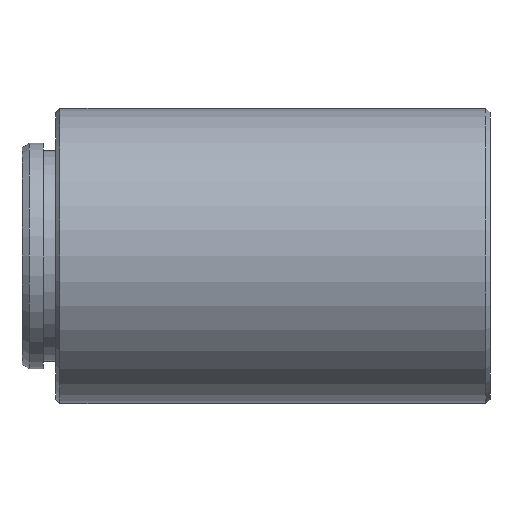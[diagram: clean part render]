
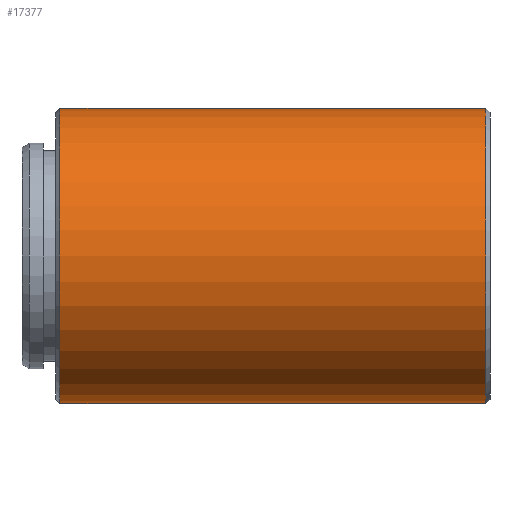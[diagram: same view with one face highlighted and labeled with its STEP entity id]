
A CAD part, front view. The second image highlights one B-rep face of the part: STEP entity #17377.
In plain terms, the highlighted cylindrical face has radius 8.89 mm (diameter 17.78 mm), a partial arc.
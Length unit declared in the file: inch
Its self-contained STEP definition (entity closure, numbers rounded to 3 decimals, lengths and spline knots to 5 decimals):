
#297 = EDGE_LOOP ( 'NONE', ( #8984, #9479, #7560, #1945 ) ) ;
#370 = CARTESIAN_POINT ( 'NONE',  ( -0.01, 0., -0.35 ) ) ;
#553 = LINE ( 'NONE', #5416, #11885 ) ;
#816 = FACE_OUTER_BOUND ( 'NONE', #297, .T. ) ;
#1169 = DIRECTION ( 'NONE',  ( -1., 0., 0. ) ) ;
#1945 = ORIENTED_EDGE ( 'NONE', *, *, #2498, .T. ) ;
#2119 = DIRECTION ( 'NONE',  ( 1., 0., 0. ) ) ;
#2498 = EDGE_CURVE ( 'NONE', #5056, #7478, #9658, .T. ) ;
#2830 = CYLINDRICAL_SURFACE ( 'NONE', #7149, 0.35 ) ;
#2987 = AXIS2_PLACEMENT_3D ( 'NONE', #9712, #1169, #11129 ) ;
#3352 = DIRECTION ( 'NONE',  ( 1., 0., 0. ) ) ;
#3437 = EDGE_CURVE ( 'NONE', #10439, #3651, #10545, .T. ) ;
#3651 = VERTEX_POINT ( 'NONE', #6868 ) ;
#4086 = VECTOR ( 'NONE', #2119, 39.37008 ) ;
#5056 = VERTEX_POINT ( 'NONE', #370 ) ;
#5404 = AXIS2_PLACEMENT_3D ( 'NONE', #11823, #3352, #13271 ) ;
#5416 = CARTESIAN_POINT ( 'NONE',  ( 0., 0., 0.35 ) ) ;
#6868 = CARTESIAN_POINT ( 'NONE',  ( -1.02, 0., -0.35 ) ) ;
#7149 = AXIS2_PLACEMENT_3D ( 'NONE', #16123, #17557, #7693 ) ;
#7478 = VERTEX_POINT ( 'NONE', #9216 ) ;
#7560 = ORIENTED_EDGE ( 'NONE', *, *, #14164, .T. ) ;
#7693 = DIRECTION ( 'NONE',  ( 0., 0., -1. ) ) ;
#8984 = ORIENTED_EDGE ( 'NONE', *, *, #15703, .F. ) ;
#9216 = CARTESIAN_POINT ( 'NONE',  ( -0.01, 0., 0.35 ) ) ;
#9479 = ORIENTED_EDGE ( 'NONE', *, *, #3437, .T. ) ;
#9658 = CIRCLE ( 'NONE', #2987, 0.35 ) ;
#9712 = CARTESIAN_POINT ( 'NONE',  ( -0.01, 0., 0. ) ) ;
#10439 = VERTEX_POINT ( 'NONE', #14837 ) ;
#10545 = CIRCLE ( 'NONE', #5404, 0.35 ) ;
#11129 = DIRECTION ( 'NONE',  ( 0., 0., -1. ) ) ;
#11605 = LINE ( 'NONE', #12036, #4086 ) ;
#11823 = CARTESIAN_POINT ( 'NONE',  ( -1.02, 0., 0. ) ) ;
#11885 = VECTOR ( 'NONE', #16696, 39.37008 ) ;
#12036 = CARTESIAN_POINT ( 'NONE',  ( 0., 0., -0.35 ) ) ;
#13271 = DIRECTION ( 'NONE',  ( 0., 0., 1. ) ) ;
#14164 = EDGE_CURVE ( 'NONE', #3651, #5056, #11605, .T. ) ;
#14837 = CARTESIAN_POINT ( 'NONE',  ( -1.02, 0., 0.35 ) ) ;
#15703 = EDGE_CURVE ( 'NONE', #10439, #7478, #553, .T. ) ;
#16123 = CARTESIAN_POINT ( 'NONE',  ( 0., 0., 0. ) ) ;
#16696 = DIRECTION ( 'NONE',  ( 1., 0., 0. ) ) ;
#17377 = ADVANCED_FACE ( 'NONE', ( #816 ), #2830, .T. ) ;
#17557 = DIRECTION ( 'NONE',  ( 1., 0., 0. ) ) ;
